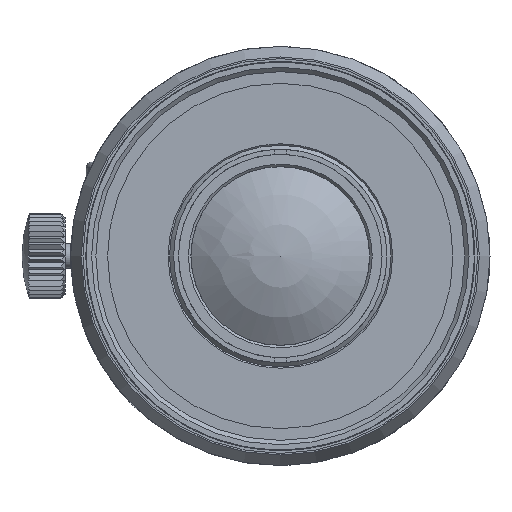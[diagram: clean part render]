
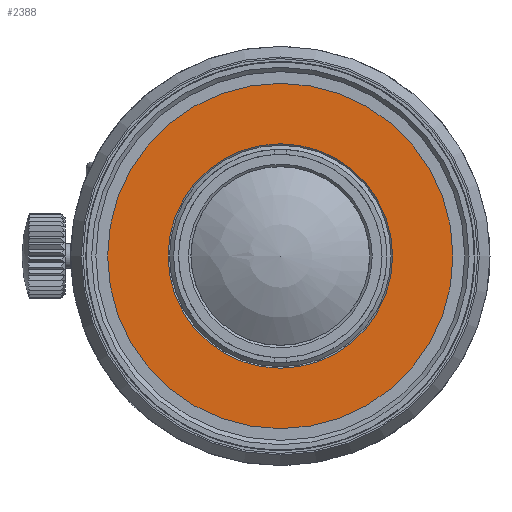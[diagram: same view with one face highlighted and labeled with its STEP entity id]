
A CAD part, left-side view. The second image highlights one B-rep face of the part: STEP entity #2388.
In plain terms, the highlighted planar face has unit normal (-1, 0, 0).
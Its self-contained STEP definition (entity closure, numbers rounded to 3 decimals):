
#1356=PLANE('',#9663);
#2388=ADVANCED_FACE('',(#2747,#2748),#1356,.F.);
#2747=FACE_BOUND('',#3221,.T.);
#2748=FACE_BOUND('',#3222,.T.);
#3221=EDGE_LOOP('',(#4724));
#3222=EDGE_LOOP('',(#4725));
#4724=ORIENTED_EDGE('',*,*,#8169,.F.);
#4725=ORIENTED_EDGE('',*,*,#8168,.T.);
#6793=VERTEX_POINT('',#14170);
#6794=VERTEX_POINT('',#14173);
#8168=EDGE_CURVE('',#6793,#6793,#9155,.T.);
#8169=EDGE_CURVE('',#6794,#6794,#9156,.T.);
#9155=CIRCLE('',#9660,14.);
#9156=CIRCLE('',#9662,9.1);
#9660=AXIS2_PLACEMENT_3D('',#14169,#10955,#10956);
#9662=AXIS2_PLACEMENT_3D('',#14172,#10959,#10960);
#9663=AXIS2_PLACEMENT_3D('',#14174,#10961,#10962);
#10955=DIRECTION('',(-1.,0.,0.));
#10956=DIRECTION('',(0.,0.,1.));
#10959=DIRECTION('',(-1.,0.,0.));
#10960=DIRECTION('',(0.,0.,1.));
#10961=DIRECTION('',(1.,0.,0.));
#10962=DIRECTION('',(0.,0.,-1.));
#14169=CARTESIAN_POINT('',(-58.43,0.,0.));
#14170=CARTESIAN_POINT('',(-58.43,0.,14.));
#14172=CARTESIAN_POINT('',(-58.43,0.,0.));
#14173=CARTESIAN_POINT('',(-58.43,0.,9.1));
#14174=CARTESIAN_POINT('',(-58.43,14.,0.));
